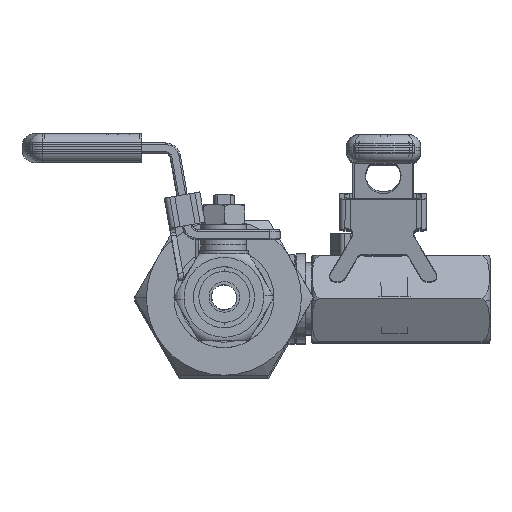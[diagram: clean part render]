
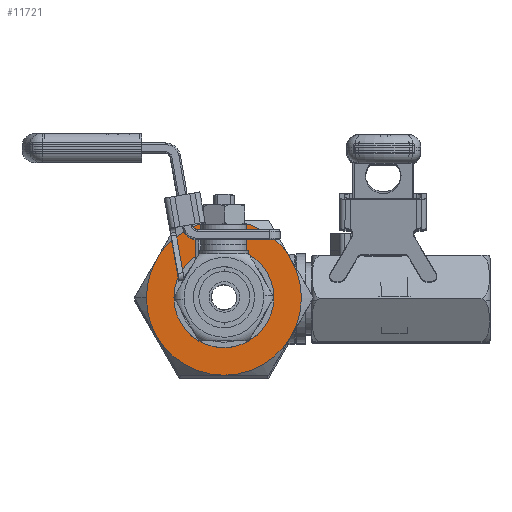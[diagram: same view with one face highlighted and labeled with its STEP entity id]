
A CAD part, top view. The second image highlights one B-rep face of the part: STEP entity #11721.
In plain terms, the highlighted planar face has unit normal (0, 0, 1).
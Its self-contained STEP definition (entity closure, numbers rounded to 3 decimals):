
#110 = ORIENTED_EDGE ( 'NONE', *, *, #35381, .T. ) ;
#224 = CIRCLE ( 'NONE', #14661, 15.2 ) ;
#390 = DIRECTION ( 'NONE',  ( 0., 0., 1. ) ) ;
#769 = EDGE_CURVE ( 'NONE', #3591, #6393, #5049, .T. ) ;
#1143 = CARTESIAN_POINT ( 'NONE',  ( 0., 0., 23.5 ) ) ;
#1205 = EDGE_LOOP ( 'NONE', ( #34029, #16143, #34337, #44319, #46033, #23769, #110 ) ) ;
#1311 = DIRECTION ( 'NONE',  ( 1., 0., 0. ) ) ;
#1366 = DIRECTION ( 'NONE',  ( 1., 0., 0. ) ) ;
#1840 = DIRECTION ( 'NONE',  ( 0., 0., 1. ) ) ;
#2464 = CIRCLE ( 'NONE', #24425, 15.2 ) ;
#3334 = CIRCLE ( 'NONE', #29828, 15.2 ) ;
#3584 = CARTESIAN_POINT ( 'NONE',  ( 13.164, 7.6, 23.5 ) ) ;
#3591 = VERTEX_POINT ( 'NONE', #3584 ) ;
#3716 = CARTESIAN_POINT ( 'NONE',  ( 9.8, 0., 23.5 ) ) ;
#5049 = CIRCLE ( 'NONE', #46623, 15.2 ) ;
#6186 = CARTESIAN_POINT ( 'NONE',  ( -13.164, 7.6, 23.5 ) ) ;
#6393 = VERTEX_POINT ( 'NONE', #12463 ) ;
#7224 = VERTEX_POINT ( 'NONE', #3716 ) ;
#7513 = EDGE_CURVE ( 'NONE', #21424, #3591, #2464, .T. ) ;
#8904 = CARTESIAN_POINT ( 'NONE',  ( 0., 0., 23.5 ) ) ;
#8953 = CARTESIAN_POINT ( 'NONE',  ( 0., 0., 23.5 ) ) ;
#9130 = DIRECTION ( 'NONE',  ( 1., 0., 0. ) ) ;
#9401 = VERTEX_POINT ( 'NONE', #15711 ) ;
#10211 = VERTEX_POINT ( 'NONE', #10275 ) ;
#10275 = CARTESIAN_POINT ( 'NONE',  ( -9.8, 0., 23.5 ) ) ;
#10545 = CARTESIAN_POINT ( 'NONE',  ( 0., 0., 23.5 ) ) ;
#11021 = DIRECTION ( 'NONE',  ( 0., 0., 1. ) ) ;
#11633 = CARTESIAN_POINT ( 'NONE',  ( 0., 0., 23.5 ) ) ;
#11721 = ADVANCED_FACE ( 'NONE', ( #22013, #36643 ), #33808, .T. ) ;
#11903 = VERTEX_POINT ( 'NONE', #17666 ) ;
#12344 = AXIS2_PLACEMENT_3D ( 'NONE', #12556, #41169, #1366 ) ;
#12463 = CARTESIAN_POINT ( 'NONE',  ( 0., 15.2, 23.5 ) ) ;
#12556 = CARTESIAN_POINT ( 'NONE',  ( 0., 0., 23.5 ) ) ;
#13859 = AXIS2_PLACEMENT_3D ( 'NONE', #44190, #34235, #1311 ) ;
#14337 = ORIENTED_EDGE ( 'NONE', *, *, #20861, .F. ) ;
#14521 = DIRECTION ( 'NONE',  ( 1., 0., 0. ) ) ;
#14661 = AXIS2_PLACEMENT_3D ( 'NONE', #8904, #45133, #9130 ) ;
#15378 = DIRECTION ( 'NONE',  ( -1., 0., 0. ) ) ;
#15649 = DIRECTION ( 'NONE',  ( 1., 0., 0. ) ) ;
#15711 = CARTESIAN_POINT ( 'NONE',  ( -13.164, -7.6, 23.5 ) ) ;
#16143 = ORIENTED_EDGE ( 'NONE', *, *, #769, .T. ) ;
#16721 = AXIS2_PLACEMENT_3D ( 'NONE', #33570, #390, #22473 ) ;
#17235 = ORIENTED_EDGE ( 'NONE', *, *, #40911, .F. ) ;
#17666 = CARTESIAN_POINT ( 'NONE',  ( 0., -15.2, 23.5 ) ) ;
#18371 = CIRCLE ( 'NONE', #13859, 9.8 ) ;
#20675 = EDGE_CURVE ( 'NONE', #9401, #11903, #39539, .T. ) ;
#20861 = EDGE_CURVE ( 'NONE', #10211, #7224, #18371, .T. ) ;
#21424 = VERTEX_POINT ( 'NONE', #25750 ) ;
#21555 = AXIS2_PLACEMENT_3D ( 'NONE', #32768, #39398, #35845 ) ;
#22013 = FACE_BOUND ( 'NONE', #37157, .T. ) ;
#22473 = DIRECTION ( 'NONE',  ( 1., 0., 0. ) ) ;
#23746 = VERTEX_POINT ( 'NONE', #6186 ) ;
#23769 = ORIENTED_EDGE ( 'NONE', *, *, #20675, .T. ) ;
#24425 = AXIS2_PLACEMENT_3D ( 'NONE', #10545, #11021, #39903 ) ;
#24782 = EDGE_CURVE ( 'NONE', #30929, #9401, #3334, .T. ) ;
#25750 = CARTESIAN_POINT ( 'NONE',  ( 13.164, -7.6, 23.5 ) ) ;
#27057 = CIRCLE ( 'NONE', #46724, 15.2 ) ;
#28701 = DIRECTION ( 'NONE',  ( 0., 0., 1. ) ) ;
#28887 = EDGE_CURVE ( 'NONE', #23746, #6393, #27057, .T. ) ;
#29828 = AXIS2_PLACEMENT_3D ( 'NONE', #1143, #1840, #15649 ) ;
#30929 = VERTEX_POINT ( 'NONE', #46635 ) ;
#32768 = CARTESIAN_POINT ( 'NONE',  ( 0., 0., 23.5 ) ) ;
#33570 = CARTESIAN_POINT ( 'NONE',  ( 0., 0., 23.5 ) ) ;
#33808 = PLANE ( 'NONE',  #16721 ) ;
#34029 = ORIENTED_EDGE ( 'NONE', *, *, #7513, .T. ) ;
#34235 = DIRECTION ( 'NONE',  ( 0., 0., 1. ) ) ;
#34254 = EDGE_CURVE ( 'NONE', #23746, #30929, #224, .T. ) ;
#34337 = ORIENTED_EDGE ( 'NONE', *, *, #28887, .F. ) ;
#35381 = EDGE_CURVE ( 'NONE', #11903, #21424, #45694, .T. ) ;
#35845 = DIRECTION ( 'NONE',  ( 1., 0., 0. ) ) ;
#36614 = CIRCLE ( 'NONE', #21555, 9.8 ) ;
#36643 = FACE_OUTER_BOUND ( 'NONE', #1205, .T. ) ;
#37157 = EDGE_LOOP ( 'NONE', ( #14337, #17235 ) ) ;
#37830 = DIRECTION ( 'NONE',  ( 1., 0., 0. ) ) ;
#39398 = DIRECTION ( 'NONE',  ( 0., 0., 1. ) ) ;
#39539 = CIRCLE ( 'NONE', #12344, 15.2 ) ;
#39903 = DIRECTION ( 'NONE',  ( 1., 0., 0. ) ) ;
#39990 = DIRECTION ( 'NONE',  ( 0., 0., -1. ) ) ;
#40911 = EDGE_CURVE ( 'NONE', #7224, #10211, #36614, .T. ) ;
#41169 = DIRECTION ( 'NONE',  ( 0., 0., 1. ) ) ;
#43417 = AXIS2_PLACEMENT_3D ( 'NONE', #8953, #44472, #37830 ) ;
#44190 = CARTESIAN_POINT ( 'NONE',  ( 0., 0., 23.5 ) ) ;
#44319 = ORIENTED_EDGE ( 'NONE', *, *, #34254, .T. ) ;
#44472 = DIRECTION ( 'NONE',  ( 0., 0., 1. ) ) ;
#45133 = DIRECTION ( 'NONE',  ( 0., 0., 1. ) ) ;
#45694 = CIRCLE ( 'NONE', #43417, 15.2 ) ;
#46033 = ORIENTED_EDGE ( 'NONE', *, *, #24782, .T. ) ;
#46623 = AXIS2_PLACEMENT_3D ( 'NONE', #11633, #28701, #14521 ) ;
#46635 = CARTESIAN_POINT ( 'NONE',  ( -15.2, 0., 23.5 ) ) ;
#46724 = AXIS2_PLACEMENT_3D ( 'NONE', #46873, #39990, #15378 ) ;
#46873 = CARTESIAN_POINT ( 'NONE',  ( 0., 0., 23.5 ) ) ;
